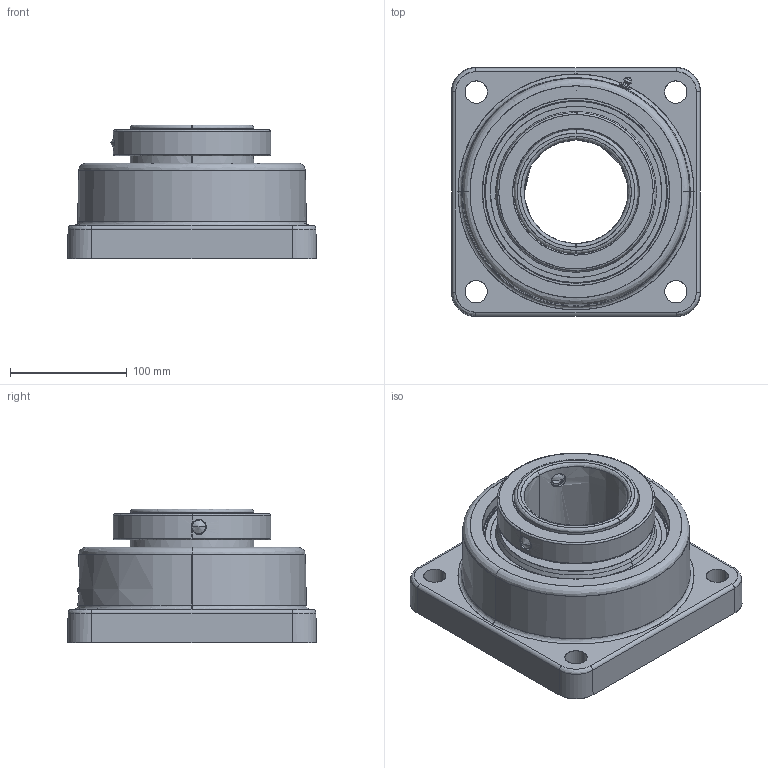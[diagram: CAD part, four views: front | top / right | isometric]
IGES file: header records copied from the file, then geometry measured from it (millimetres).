
Start section: SolidWorks IGES file using analytic representation for surfaces
Global section: file name: USDEFAU08261036343789.igs; native system: SolidWorks 2011; preprocessor: SolidWorks 2011; author: partstream; date: 110826.103644; units: inch
Bounding box: 212.72 x 212.72 x 114.3 mm (x, y, z)
Surface area: 333478.9 mm2 (no closed solid volume)
Topology: 0 solids, 0 shells, 445 faces, 7507 edges, 7497 vertices
Faces by surface type: bspline 260, revolution 185
